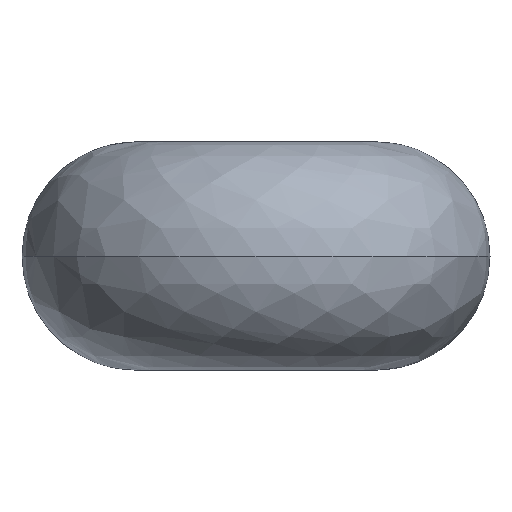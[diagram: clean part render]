
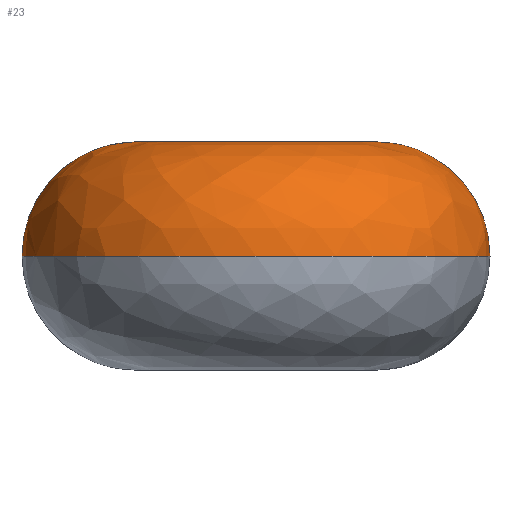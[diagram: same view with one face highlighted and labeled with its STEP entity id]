
A CAD part, front view. The second image highlights one B-rep face of the part: STEP entity #23.
In plain terms, the highlighted free-form (B-spline) face has degree [3, 3] with [4, 4] control points.
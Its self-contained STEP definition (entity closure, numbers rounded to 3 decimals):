
#2 =( BOUNDED_SURFACE ( )  B_SPLINE_SURFACE ( 3, 3, ( 
 ( #647, #714, #956, #197 ),
 ( #567, #201, #348, #640 ),
 ( #284, #579, #278, #573 ),
 ( #356, #139, #650, #497 ) ),
 .UNSPECIFIED., .F., .F., .F. ) 
 B_SPLINE_SURFACE_WITH_KNOTS ( ( 4, 4 ),
 ( 4, 4 ),
 ( 0., 1. ),
 ( 0., 1. ),
 .UNSPECIFIED. ) 
 GEOMETRIC_REPRESENTATION_ITEM ( )  RATIONAL_B_SPLINE_SURFACE ( (
 ( 1., 0.333, 0.333, 1.),
 ( 0.805, 0.268, 0.268, 0.805),
 ( 0.805, 0.268, 0.268, 0.805),
 ( 1., 0.333, 0.333, 1.) ) ) 
 REPRESENTATION_ITEM ( '' )  SURFACE ( )  );
#23 = ADVANCED_FACE ( 'NONE', ( #942 ), #2, .T. ) ;
#31 = CARTESIAN_POINT ( 'NONE',  ( 3.2, 0., 3.05 ) ) ;
#33 = CIRCLE ( 'NONE', #458, 3.05 ) ;
#54 = ORIENTED_EDGE ( 'NONE', *, *, #602, .F. ) ;
#70 = CARTESIAN_POINT ( 'NONE',  ( -6.25, 0., 3.05 ) ) ;
#96 = EDGE_CURVE ( 'NONE', #624, #542, #492, .T. ) ;
#139 = CARTESIAN_POINT ( 'NONE',  ( 3.2, -6.4, 6.1 ) ) ;
#153 = EDGE_LOOP ( 'NONE', ( #54, #689, #389, #307 ) ) ;
#164 = CARTESIAN_POINT ( 'NONE',  ( 0., 0., 3.05 ) ) ;
#172 = DIRECTION ( 'NONE',  ( -1., 0., 0. ) ) ;
#197 = CARTESIAN_POINT ( 'NONE',  ( -6.25, 0., 3.05 ) ) ;
#201 = CARTESIAN_POINT ( 'NONE',  ( 6.25, -12.5, 4.837 ) ) ;
#203 = CARTESIAN_POINT ( 'NONE',  ( 3.2, -6.4, 6.1 ) ) ;
#246 = DIRECTION ( 'NONE',  ( 0., 0., -1. ) ) ;
#267 = DIRECTION ( 'NONE',  ( 0., 1., 0. ) ) ;
#278 = CARTESIAN_POINT ( 'NONE',  ( -4.987, -9.973, 6.1 ) ) ;
#284 = CARTESIAN_POINT ( 'NONE',  ( 4.987, 0., 6.1 ) ) ;
#293 = CARTESIAN_POINT ( 'NONE',  ( 6.25, 0., 3.05 ) ) ;
#307 = ORIENTED_EDGE ( 'NONE', *, *, #921, .F. ) ;
#348 = CARTESIAN_POINT ( 'NONE',  ( -6.25, -12.5, 4.837 ) ) ;
#356 = CARTESIAN_POINT ( 'NONE',  ( 3.2, 0., 6.1 ) ) ;
#389 = ORIENTED_EDGE ( 'NONE', *, *, #533, .T. ) ;
#450 = AXIS2_PLACEMENT_3D ( 'NONE', #31, #618, #758 ) ;
#458 = AXIS2_PLACEMENT_3D ( 'NONE', #845, #267, #172 ) ;
#492 = CIRCLE ( 'NONE', #450, 3.05 ) ;
#497 = CARTESIAN_POINT ( 'NONE',  ( -3.2, 0., 6.1 ) ) ;
#516 = VERTEX_POINT ( 'NONE', #70 ) ;
#533 = EDGE_CURVE ( 'NONE', #542, #812, #730, .T. ) ;
#542 = VERTEX_POINT ( 'NONE', #657 ) ;
#543 = DIRECTION ( 'NONE',  ( -1., 0., 0. ) ) ;
#567 = CARTESIAN_POINT ( 'NONE',  ( 6.25, 0., 4.837 ) ) ;
#573 = CARTESIAN_POINT ( 'NONE',  ( -4.987, 0., 6.1 ) ) ;
#577 = AXIS2_PLACEMENT_3D ( 'NONE', #164, #246, #543 ) ;
#579 = CARTESIAN_POINT ( 'NONE',  ( 4.987, -9.973, 6.1 ) ) ;
#602 = EDGE_CURVE ( 'NONE', #624, #516, #929, .T. ) ;
#618 = DIRECTION ( 'NONE',  ( 0., -1., 0. ) ) ;
#624 = VERTEX_POINT ( 'NONE', #293 ) ;
#640 = CARTESIAN_POINT ( 'NONE',  ( -6.25, 0., 4.837 ) ) ;
#647 = CARTESIAN_POINT ( 'NONE',  ( 6.25, 0., 3.05 ) ) ;
#650 = CARTESIAN_POINT ( 'NONE',  ( -3.2, -6.4, 6.1 ) ) ;
#653 = CARTESIAN_POINT ( 'NONE',  ( -3.2, -6.4, 6.1 ) ) ;
#657 = CARTESIAN_POINT ( 'NONE',  ( 3.2, 0., 6.1 ) ) ;
#689 = ORIENTED_EDGE ( 'NONE', *, *, #96, .T. ) ;
#714 = CARTESIAN_POINT ( 'NONE',  ( 6.25, -12.5, 3.05 ) ) ;
#730 =( BOUNDED_CURVE ( )  B_SPLINE_CURVE ( 3, ( #862, #203, #653, #879 ),
 .UNSPECIFIED., .F., .F. ) 
 B_SPLINE_CURVE_WITH_KNOTS ( ( 4, 4 ),
 ( 0., 1. ),
 .UNSPECIFIED. ) 
 CURVE ( )  GEOMETRIC_REPRESENTATION_ITEM ( )  RATIONAL_B_SPLINE_CURVE ( ( 1., 0.333, 0.333, 1. ) ) 
 REPRESENTATION_ITEM ( '' )  );
#758 = DIRECTION ( 'NONE',  ( 1., 0., 0. ) ) ;
#812 = VERTEX_POINT ( 'NONE', #888 ) ;
#845 = CARTESIAN_POINT ( 'NONE',  ( -3.2, 0., 3.05 ) ) ;
#862 = CARTESIAN_POINT ( 'NONE',  ( 3.2, 0., 6.1 ) ) ;
#879 = CARTESIAN_POINT ( 'NONE',  ( -3.2, 0., 6.1 ) ) ;
#888 = CARTESIAN_POINT ( 'NONE',  ( -3.2, 0., 6.1 ) ) ;
#921 = EDGE_CURVE ( 'NONE', #516, #812, #33, .T. ) ;
#929 = CIRCLE ( 'NONE', #577, 6.25 ) ;
#942 = FACE_OUTER_BOUND ( 'NONE', #153, .T. ) ;
#956 = CARTESIAN_POINT ( 'NONE',  ( -6.25, -12.5, 3.05 ) ) ;
